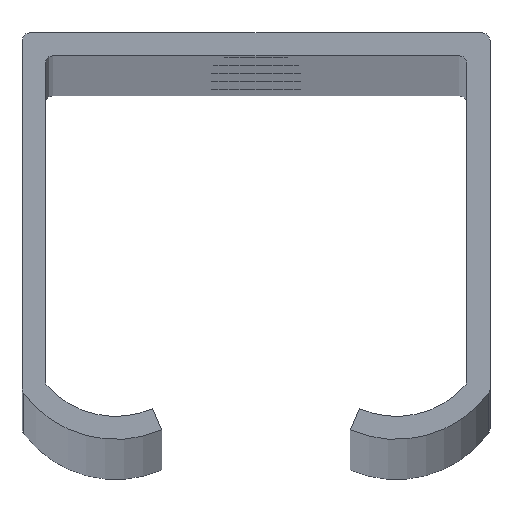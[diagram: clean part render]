
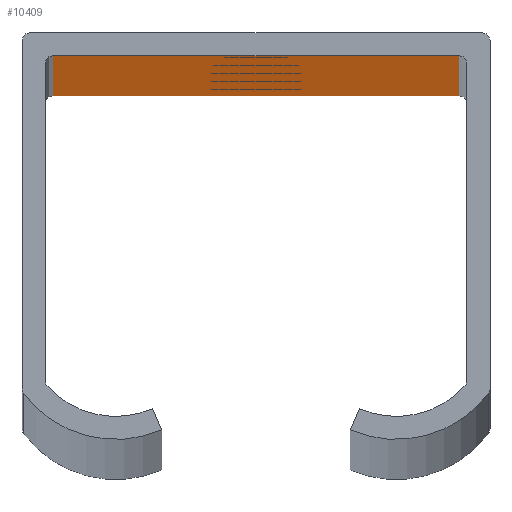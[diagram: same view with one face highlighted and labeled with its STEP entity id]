
A CAD part, top view. The second image highlights one B-rep face of the part: STEP entity #10409.
In plain terms, the highlighted planar face has unit normal (0, -1, 0).
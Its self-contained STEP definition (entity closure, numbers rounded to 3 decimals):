
#24 = EDGE_CURVE ( 'NONE', #11369, #404, #4659, .T. ) ;
#221 = CIRCLE ( 'NONE', #13371, 2.9 ) ;
#404 = VERTEX_POINT ( 'NONE', #411 ) ;
#411 = CARTESIAN_POINT ( 'NONE',  ( -13.25, 23.5, 0. ) ) ;
#554 = VERTEX_POINT ( 'NONE', #2501 ) ;
#576 = AXIS2_PLACEMENT_3D ( 'NONE', #13019, #7485, #5251 ) ;
#789 = CARTESIAN_POINT ( 'NONE',  ( 0., 23.5, 1156.765 ) ) ;
#944 = ORIENTED_EDGE ( 'NONE', *, *, #8542, .T. ) ;
#1090 = CARTESIAN_POINT ( 'NONE',  ( 0., 23.5, 1453.865 ) ) ;
#1092 = CARTESIAN_POINT ( 'NONE',  ( 0., 23.5, 856.765 ) ) ;
#1123 = CIRCLE ( 'NONE', #6404, 2.9 ) ;
#1248 = CARTESIAN_POINT ( 'NONE',  ( 0., 23.5, 1459.665 ) ) ;
#1320 = ORIENTED_EDGE ( 'NONE', *, *, #2931, .T. ) ;
#1570 = AXIS2_PLACEMENT_3D ( 'NONE', #3295, #3509, #13787 ) ;
#1609 = ORIENTED_EDGE ( 'NONE', *, *, #13163, .T. ) ;
#1622 = FACE_BOUND ( 'NONE', #3396, .T. ) ;
#1733 = VERTEX_POINT ( 'NONE', #11906 ) ;
#1810 = EDGE_LOOP ( 'NONE', ( #13467, #1609 ) ) ;
#1818 = CARTESIAN_POINT ( 'NONE',  ( 0., 23.5, 1156.765 ) ) ;
#2178 = VERTEX_POINT ( 'NONE', #12923 ) ;
#2455 = ORIENTED_EDGE ( 'NONE', *, *, #5794, .T. ) ;
#2501 = CARTESIAN_POINT ( 'NONE',  ( 13.25, 23.5, 1500. ) ) ;
#2637 = EDGE_CURVE ( 'NONE', #2910, #6773, #12081, .T. ) ;
#2684 = AXIS2_PLACEMENT_3D ( 'NONE', #10730, #7325, #7474 ) ;
#2827 = VERTEX_POINT ( 'NONE', #1090 ) ;
#2910 = VERTEX_POINT ( 'NONE', #7637 ) ;
#2931 = EDGE_CURVE ( 'NONE', #14726, #13416, #13191, .T. ) ;
#2937 = ORIENTED_EDGE ( 'NONE', *, *, #5250, .T. ) ;
#3051 = CARTESIAN_POINT ( 'NONE',  ( 0., 23.5, 253.865 ) ) ;
#3295 = CARTESIAN_POINT ( 'NONE',  ( 0., 23.5, 256.765 ) ) ;
#3396 = EDGE_LOOP ( 'NONE', ( #944, #11917 ) ) ;
#3509 = DIRECTION ( 'NONE',  ( 0., 1., 0. ) ) ;
#3921 = VECTOR ( 'NONE', #14505, 1000. ) ;
#3966 = DIRECTION ( 'NONE',  ( 0., 1., 0. ) ) ;
#3984 = EDGE_CURVE ( 'NONE', #13416, #14726, #9603, .T. ) ;
#4009 = CARTESIAN_POINT ( 'NONE',  ( 0., 23.5, 553.865 ) ) ;
#4079 = PLANE ( 'NONE',  #576 ) ;
#4208 = FACE_BOUND ( 'NONE', #10489, .T. ) ;
#4403 = FACE_BOUND ( 'NONE', #12223, .T. ) ;
#4595 = ORIENTED_EDGE ( 'NONE', *, *, #2637, .T. ) ;
#4659 = LINE ( 'NONE', #7615, #3921 ) ;
#4937 = AXIS2_PLACEMENT_3D ( 'NONE', #14665, #3966, #7666 ) ;
#4993 = ORIENTED_EDGE ( 'NONE', *, *, #10974, .F. ) ;
#5007 = EDGE_CURVE ( 'NONE', #554, #1733, #10326, .T. ) ;
#5041 = CIRCLE ( 'NONE', #7681, 2.9 ) ;
#5230 = CARTESIAN_POINT ( 'NONE',  ( 0., 23.5, 1456.765 ) ) ;
#5250 = EDGE_CURVE ( 'NONE', #13778, #2178, #14145, .T. ) ;
#5251 = DIRECTION ( 'NONE',  ( 0., 0., 1. ) ) ;
#5314 = DIRECTION ( 'NONE',  ( 0., 1., 0. ) ) ;
#5415 = AXIS2_PLACEMENT_3D ( 'NONE', #1092, #9322, #15158 ) ;
#5449 = CARTESIAN_POINT ( 'NONE',  ( 13.25, 23.5, 1500. ) ) ;
#5596 = DIRECTION ( 'NONE',  ( 0., 1., 0. ) ) ;
#5599 = CARTESIAN_POINT ( 'NONE',  ( 0., 23.5, 853.865 ) ) ;
#5625 = VECTOR ( 'NONE', #12119, 1000. ) ;
#5710 = EDGE_LOOP ( 'NONE', ( #13250, #2937 ) ) ;
#5742 = ORIENTED_EDGE ( 'NONE', *, *, #6844, .T. ) ;
#5745 = CIRCLE ( 'NONE', #7818, 2.9 ) ;
#5794 = EDGE_CURVE ( 'NONE', #6773, #2910, #1123, .T. ) ;
#6035 = FACE_OUTER_BOUND ( 'NONE', #6270, .T. ) ;
#6270 = EDGE_LOOP ( 'NONE', ( #5742, #6587, #4993, #14195 ) ) ;
#6404 = AXIS2_PLACEMENT_3D ( 'NONE', #10192, #11414, #7783 ) ;
#6499 = CIRCLE ( 'NONE', #5415, 2.9 ) ;
#6587 = ORIENTED_EDGE ( 'NONE', *, *, #5007, .F. ) ;
#6773 = VERTEX_POINT ( 'NONE', #4009 ) ;
#6844 = EDGE_CURVE ( 'NONE', #404, #1733, #7263, .T. ) ;
#6992 = AXIS2_PLACEMENT_3D ( 'NONE', #1818, #12417, #11095 ) ;
#7014 = VERTEX_POINT ( 'NONE', #12478 ) ;
#7263 = LINE ( 'NONE', #9878, #5625 ) ;
#7275 = AXIS2_PLACEMENT_3D ( 'NONE', #12342, #13518, #10959 ) ;
#7325 = DIRECTION ( 'NONE',  ( 0., 1., 0. ) ) ;
#7469 = ORIENTED_EDGE ( 'NONE', *, *, #3984, .T. ) ;
#7474 = DIRECTION ( 'NONE',  ( 0., 0., 1. ) ) ;
#7485 = DIRECTION ( 'NONE',  ( 0., 1., 0. ) ) ;
#7615 = CARTESIAN_POINT ( 'NONE',  ( -13.25, 23.5, 1500. ) ) ;
#7637 = CARTESIAN_POINT ( 'NONE',  ( 0., 23.5, 559.665 ) ) ;
#7666 = DIRECTION ( 'NONE',  ( 0., 0., 1. ) ) ;
#7681 = AXIS2_PLACEMENT_3D ( 'NONE', #5230, #5314, #14662 ) ;
#7783 = DIRECTION ( 'NONE',  ( 0., 0., 1. ) ) ;
#7792 = CARTESIAN_POINT ( 'NONE',  ( 0., 23.5, 1456.765 ) ) ;
#7818 = AXIS2_PLACEMENT_3D ( 'NONE', #7792, #5596, #8000 ) ;
#8000 = DIRECTION ( 'NONE',  ( 0., 0., 1. ) ) ;
#8542 = EDGE_CURVE ( 'NONE', #7014, #15095, #6499, .T. ) ;
#8912 = DIRECTION ( 'NONE',  ( 0., 0., -1. ) ) ;
#8999 = DIRECTION ( 'NONE',  ( 0., 1., 0. ) ) ;
#9322 = DIRECTION ( 'NONE',  ( 0., 1., 0. ) ) ;
#9603 = CIRCLE ( 'NONE', #1570, 2.9 ) ;
#9873 = VECTOR ( 'NONE', #13573, 1000. ) ;
#9878 = CARTESIAN_POINT ( 'NONE',  ( 13.25, 23.5, 0. ) ) ;
#10092 = VERTEX_POINT ( 'NONE', #1248 ) ;
#10192 = CARTESIAN_POINT ( 'NONE',  ( 0., 23.5, 556.765 ) ) ;
#10326 = LINE ( 'NONE', #11262, #11780 ) ;
#10409 = ADVANCED_FACE ( 'NONE', ( #13170, #14111, #1622, #4403, #4208, #6035 ), #4079, .F. ) ;
#10489 = EDGE_LOOP ( 'NONE', ( #7469, #1320 ) ) ;
#10730 = CARTESIAN_POINT ( 'NONE',  ( 0., 23.5, 856.765 ) ) ;
#10790 = CARTESIAN_POINT ( 'NONE',  ( -13.25, 23.5, 1500. ) ) ;
#10959 = DIRECTION ( 'NONE',  ( 0., 0., 1. ) ) ;
#10974 = EDGE_CURVE ( 'NONE', #11369, #554, #12059, .T. ) ;
#11095 = DIRECTION ( 'NONE',  ( 0., 0., 1. ) ) ;
#11262 = CARTESIAN_POINT ( 'NONE',  ( 13.25, 23.5, 1500. ) ) ;
#11369 = VERTEX_POINT ( 'NONE', #10790 ) ;
#11405 = DIRECTION ( 'NONE',  ( 0., 0., 1. ) ) ;
#11414 = DIRECTION ( 'NONE',  ( 0., 1., 0. ) ) ;
#11780 = VECTOR ( 'NONE', #8912, 1000. ) ;
#11904 = EDGE_CURVE ( 'NONE', #15095, #7014, #12716, .T. ) ;
#11906 = CARTESIAN_POINT ( 'NONE',  ( 13.25, 23.5, 0. ) ) ;
#11917 = ORIENTED_EDGE ( 'NONE', *, *, #11904, .T. ) ;
#12059 = LINE ( 'NONE', #5449, #9873 ) ;
#12081 = CIRCLE ( 'NONE', #4937, 2.9 ) ;
#12119 = DIRECTION ( 'NONE',  ( 1., 0., 0. ) ) ;
#12202 = EDGE_CURVE ( 'NONE', #10092, #2827, #5041, .T. ) ;
#12223 = EDGE_LOOP ( 'NONE', ( #4595, #2455 ) ) ;
#12249 = CARTESIAN_POINT ( 'NONE',  ( 0., 23.5, 259.665 ) ) ;
#12342 = CARTESIAN_POINT ( 'NONE',  ( 0., 23.5, 256.765 ) ) ;
#12417 = DIRECTION ( 'NONE',  ( 0., 1., 0. ) ) ;
#12478 = CARTESIAN_POINT ( 'NONE',  ( 0., 23.5, 859.665 ) ) ;
#12716 = CIRCLE ( 'NONE', #2684, 2.9 ) ;
#12923 = CARTESIAN_POINT ( 'NONE',  ( 0., 23.5, 1159.665 ) ) ;
#13019 = CARTESIAN_POINT ( 'NONE',  ( 13.25, 23.5, 1500. ) ) ;
#13163 = EDGE_CURVE ( 'NONE', #2827, #10092, #5745, .T. ) ;
#13170 = FACE_BOUND ( 'NONE', #1810, .T. ) ;
#13191 = CIRCLE ( 'NONE', #7275, 2.9 ) ;
#13250 = ORIENTED_EDGE ( 'NONE', *, *, #13494, .T. ) ;
#13371 = AXIS2_PLACEMENT_3D ( 'NONE', #789, #8999, #11405 ) ;
#13416 = VERTEX_POINT ( 'NONE', #12249 ) ;
#13467 = ORIENTED_EDGE ( 'NONE', *, *, #12202, .T. ) ;
#13494 = EDGE_CURVE ( 'NONE', #2178, #13778, #221, .T. ) ;
#13518 = DIRECTION ( 'NONE',  ( 0., 1., 0. ) ) ;
#13573 = DIRECTION ( 'NONE',  ( 1., 0., 0. ) ) ;
#13778 = VERTEX_POINT ( 'NONE', #13914 ) ;
#13787 = DIRECTION ( 'NONE',  ( 0., 0., 1. ) ) ;
#13914 = CARTESIAN_POINT ( 'NONE',  ( 0., 23.5, 1153.865 ) ) ;
#14111 = FACE_BOUND ( 'NONE', #5710, .T. ) ;
#14145 = CIRCLE ( 'NONE', #6992, 2.9 ) ;
#14195 = ORIENTED_EDGE ( 'NONE', *, *, #24, .T. ) ;
#14505 = DIRECTION ( 'NONE',  ( 0., 0., -1. ) ) ;
#14662 = DIRECTION ( 'NONE',  ( 0., 0., 1. ) ) ;
#14665 = CARTESIAN_POINT ( 'NONE',  ( 0., 23.5, 556.765 ) ) ;
#14726 = VERTEX_POINT ( 'NONE', #3051 ) ;
#15095 = VERTEX_POINT ( 'NONE', #5599 ) ;
#15158 = DIRECTION ( 'NONE',  ( 0., 0., 1. ) ) ;
